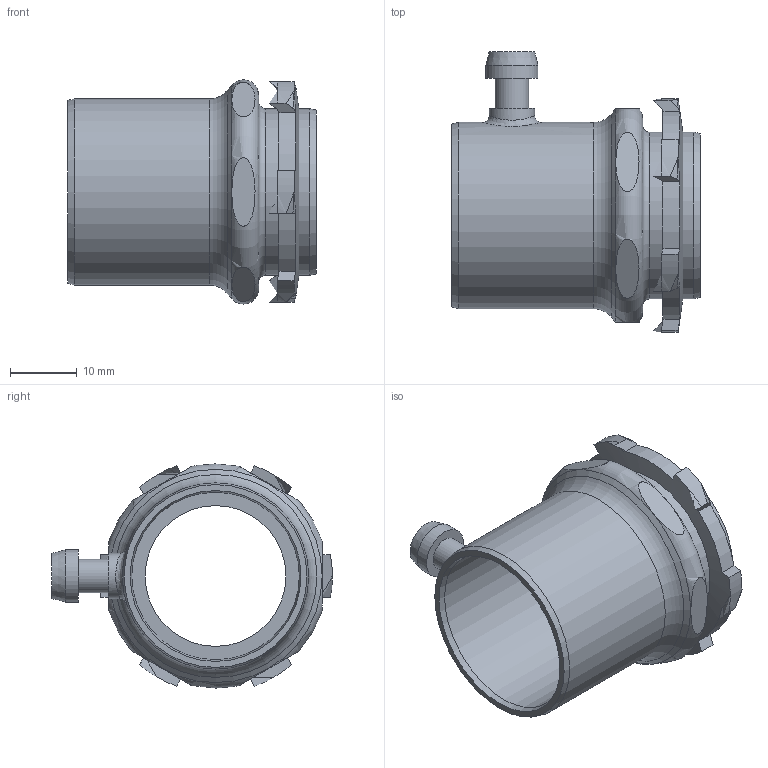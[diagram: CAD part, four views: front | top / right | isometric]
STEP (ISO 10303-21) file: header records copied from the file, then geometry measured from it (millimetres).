
FILE_DESCRIPTION(/* description */ (''),/* implementation_level */ '2;1');
FILE_NAME(/* name */ '',/* time_stamp */ '2025-06-20T15:12:27+07:00',/* author */ ('zeta-72'),/* organization */ (''),/* preprocessor_version */ 'ST-DEVELOPER v19.2',/* originating_system */ 'Autodesk Inventor 2024',/* authorisation */ '');
FILE_SCHEMA (('AUTOMOTIVE_DESIGN { 1 0 10303 214 3 1 1 }'));
Length unit declared in the file: millimetre
Products named in the file (1): ЗЭТА.046.000.000_Муфта вводная 
IP40_Упростить_1
Bounding box: 37.2 x 42.05 x 33.59 mm (x, y, z)
Volume: 7067.7 mm3; surface area: 7847 mm2
Topology: 1 solids, 1 shells, 83 faces, 239 edges, 147 vertices
Faces by surface type: plane 25, bspline 25, cylinder 20, cone 10, torus 3
Full cylindrical faces by diameter (mm): 5 x1, 6.8 x1, 7.8 x1, 21.1 x1, 25 x2, 25.1 x1, 27.9 x1
Entity records: 3773 total; most frequent: CARTESIAN_POINT 1753, ORIENTED_EDGE 430, DIRECTION 330, EDGE_CURVE 215, VERTEX_POINT 147, AXIS2_PLACEMENT_3D 142, EDGE_LOOP 98, STYLED_ITEM 83
